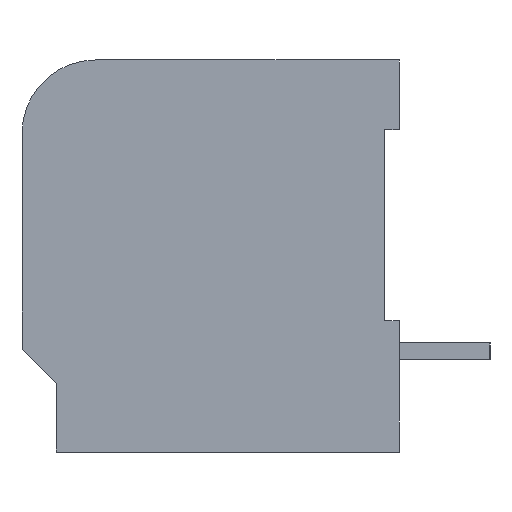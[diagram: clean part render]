
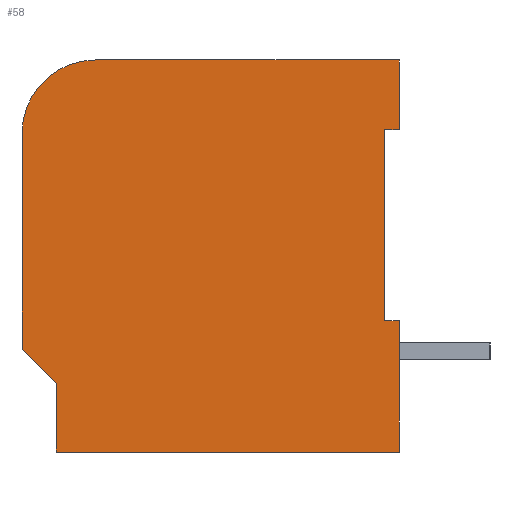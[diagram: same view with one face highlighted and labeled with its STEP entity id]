
A CAD part, left-side view. The second image highlights one B-rep face of the part: STEP entity #58.
In plain terms, the highlighted planar face has unit normal (-1, 0, 0).
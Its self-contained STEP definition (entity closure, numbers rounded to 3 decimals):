
#58=ADVANCED_FACE('',(#1095),#1096,.F.);
#1095=FACE_OUTER_BOUND('',#3208,.T.);
#1096=PLANE('',#3209);
#3208=EDGE_LOOP('',(#5381,#5382,#5383,#5384,#5385,#5386,#5387,#5388,#5389,#5390,#5391));
#3209=AXIS2_PLACEMENT_3D('',#5392,#5393,#5394);
#5381=ORIENTED_EDGE('',*,*,#14087,.T.);
#5382=ORIENTED_EDGE('',*,*,#14088,.F.);
#5383=ORIENTED_EDGE('',*,*,#14089,.F.);
#5384=ORIENTED_EDGE('',*,*,#14090,.F.);
#5385=ORIENTED_EDGE('',*,*,#14091,.F.);
#5386=ORIENTED_EDGE('',*,*,#14092,.T.);
#5387=ORIENTED_EDGE('',*,*,#14093,.F.);
#5388=ORIENTED_EDGE('',*,*,#14094,.F.);
#5389=ORIENTED_EDGE('',*,*,#14095,.F.);
#5390=ORIENTED_EDGE('',*,*,#14096,.F.);
#5391=ORIENTED_EDGE('',*,*,#14097,.F.);
#5392=CARTESIAN_POINT('',(-67.602,0.0,0.0));
#5393=DIRECTION('',(1.0,0.0,0.0));
#5394=DIRECTION('',(0.0,1.0,0.0));
#14087=EDGE_CURVE('',#16970,#16971,#16972,.T.);
#14088=EDGE_CURVE('',#16973,#16971,#16974,.T.);
#14089=EDGE_CURVE('',#16975,#16973,#16976,.T.);
#14090=EDGE_CURVE('',#16977,#16975,#16978,.T.);
#14091=EDGE_CURVE('',#16979,#16977,#16980,.T.);
#14092=EDGE_CURVE('',#16979,#16981,#16982,.T.);
#14093=EDGE_CURVE('',#16983,#16981,#16984,.T.);
#14094=EDGE_CURVE('',#16985,#16983,#16986,.T.);
#14095=EDGE_CURVE('',#16987,#16985,#16988,.T.);
#14096=EDGE_CURVE('',#16989,#16987,#16990,.T.);
#14097=EDGE_CURVE('',#16970,#16989,#16991,.T.);
#16970=VERTEX_POINT('',#21707);
#16971=VERTEX_POINT('',#21708);
#16972=LINE('',#21709,#21710);
#16973=VERTEX_POINT('',#21711);
#16974=CIRCLE('',#21712,3.81);
#16975=VERTEX_POINT('',#21713);
#16976=LINE('',#21714,#21715);
#16977=VERTEX_POINT('',#21716);
#16978=LINE('',#21717,#21718);
#16979=VERTEX_POINT('',#21719);
#16980=LINE('',#21720,#21721);
#16981=VERTEX_POINT('',#21722);
#16982=LINE('',#21723,#21724);
#16983=VERTEX_POINT('',#21725);
#16984=LINE('',#21726,#21727);
#16985=VERTEX_POINT('',#21728);
#16986=LINE('',#21729,#21730);
#16987=VERTEX_POINT('',#21731);
#16988=LINE('',#21732,#21733);
#16989=VERTEX_POINT('',#21734);
#16990=LINE('',#21735,#21736);
#16991=LINE('',#21737,#21738);
#21707=CARTESIAN_POINT('',(-67.602,0.0,0.0));
#21708=CARTESIAN_POINT('',(-67.602,15.748,0.0));
#21709=CARTESIAN_POINT('',(-67.602,0.0,0.0));
#21710=VECTOR('',#29009,15.748);
#21711=CARTESIAN_POINT('',(-67.602,19.558,-3.81));
#21712=AXIS2_PLACEMENT_3D('',#29010,#29011,#29012);
#21713=CARTESIAN_POINT('',(-67.602,19.558,-14.986));
#21714=CARTESIAN_POINT('',(-67.602,19.558,-14.986));
#21715=VECTOR('',#29013,11.176);
#21716=CARTESIAN_POINT('',(-67.602,17.78,-16.764));
#21717=CARTESIAN_POINT('',(-67.602,17.78,-16.764));
#21718=VECTOR('',#29014,2.514);
#21719=CARTESIAN_POINT('',(-67.602,17.78,-20.32));
#21720=CARTESIAN_POINT('',(-67.602,17.78,-20.32));
#21721=VECTOR('',#29015,3.556);
#21722=CARTESIAN_POINT('',(-67.602,0.0,-20.32));
#21723=CARTESIAN_POINT('',(-67.602,17.78,-20.32));
#21724=VECTOR('',#29016,17.78);
#21725=CARTESIAN_POINT('',(-67.602,0.0,-13.526));
#21726=CARTESIAN_POINT('',(-67.602,0.0,-13.526));
#21727=VECTOR('',#29017,6.795);
#21728=CARTESIAN_POINT('',(-67.602,0.762,-13.526));
#21729=CARTESIAN_POINT('',(-67.602,0.762,-13.526));
#21730=VECTOR('',#29018,0.762);
#21731=CARTESIAN_POINT('',(-67.602,0.762,-3.62));
#21732=CARTESIAN_POINT('',(-67.602,0.762,-3.62));
#21733=VECTOR('',#29019,9.906);
#21734=CARTESIAN_POINT('',(-67.602,0.0,-3.62));
#21735=CARTESIAN_POINT('',(-67.602,0.0,-3.62));
#21736=VECTOR('',#29020,0.762);
#21737=CARTESIAN_POINT('',(-67.602,0.0,0.0));
#21738=VECTOR('',#29021,3.62);
#29009=DIRECTION('',(0.0,1.0,0.0));
#29010=CARTESIAN_POINT('',(-67.602,15.748,-3.81));
#29011=DIRECTION('',(1.0,0.0,0.0));
#29012=DIRECTION('',(0.0,1.0,0.0));
#29013=DIRECTION('',(0.0,0.0,1.0));
#29014=DIRECTION('',(0.0,0.707,0.707));
#29015=DIRECTION('',(0.0,0.0,1.0));
#29016=DIRECTION('',(0.0,-1.0,0.0));
#29017=DIRECTION('',(0.0,0.0,-1.0));
#29018=DIRECTION('',(0.0,-1.0,0.0));
#29019=DIRECTION('',(0.0,0.0,-1.0));
#29020=DIRECTION('',(0.0,1.0,0.0));
#29021=DIRECTION('',(0.0,0.0,-1.0));
